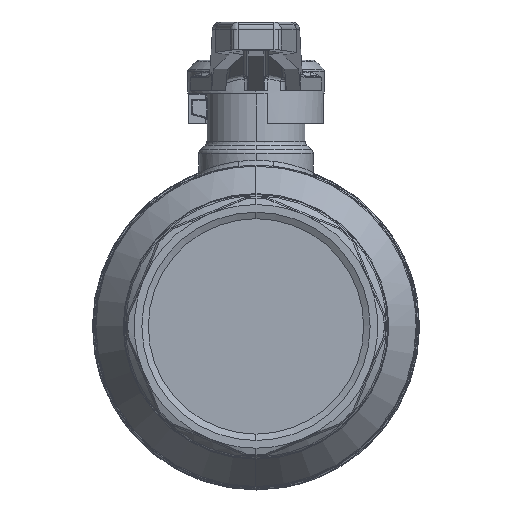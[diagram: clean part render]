
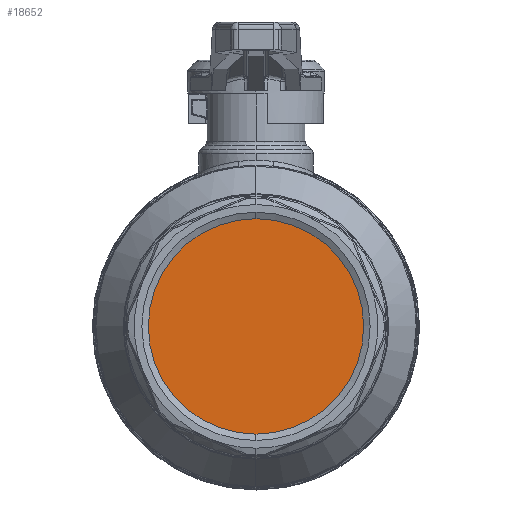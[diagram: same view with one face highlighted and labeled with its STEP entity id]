
A CAD part, left-side view. The second image highlights one B-rep face of the part: STEP entity #18652.
In plain terms, the highlighted planar face has unit normal (-1, 0, 0).
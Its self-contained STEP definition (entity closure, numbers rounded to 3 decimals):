
#5247=CARTESIAN_POINT('',(-52.5,0.,42.463));
#5248=VERTEX_POINT('',#5247);
#5256=CARTESIAN_POINT('',(-52.5,-0.,-42.463));
#5257=VERTEX_POINT('',#5256);
#5264=CARTESIAN_POINT('',(-52.5,-0.,-0.));
#5265=DIRECTION('',(-1.,-0.,-0.));
#5266=DIRECTION('',(-0.,0.,1.));
#5267=AXIS2_PLACEMENT_3D('',#5264,#5265,#5266);
#5268=CIRCLE('',#5267,42.463);
#5269=EDGE_CURVE('',#5248,#5257,#5268,.T.);
#18625=CARTESIAN_POINT('',(-52.5,-0.,-0.));
#18626=DIRECTION('',(-1.,-0.,-0.));
#18627=DIRECTION('',(-0.,0.,1.));
#18628=AXIS2_PLACEMENT_3D('',#18625,#18626,#18627);
#18629=CIRCLE('',#18628,42.463);
#18630=EDGE_CURVE('',#5257,#5248,#18629,.T.);
#18643=CARTESIAN_POINT('',(-52.5,0.,42.463));
#18644=DIRECTION('',(1.,0.,0.));
#18645=DIRECTION('',(-0.,0.,1.));
#18646=AXIS2_PLACEMENT_3D('',#18643,#18644,#18645);
#18647=PLANE('',#18646);
#18648=ORIENTED_EDGE('',*,*,#18630,.T.);
#18649=ORIENTED_EDGE('',*,*,#5269,.T.);
#18650=EDGE_LOOP('',(#18648,#18649));
#18651=FACE_BOUND('',#18650,.T.);
#18652=ADVANCED_FACE('',(#18651),#18647,.F.);
